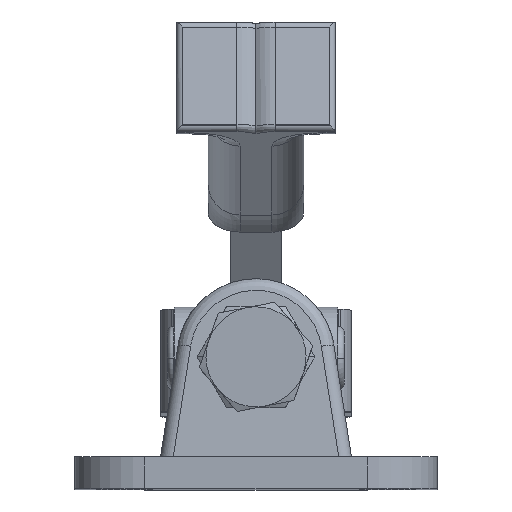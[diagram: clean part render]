
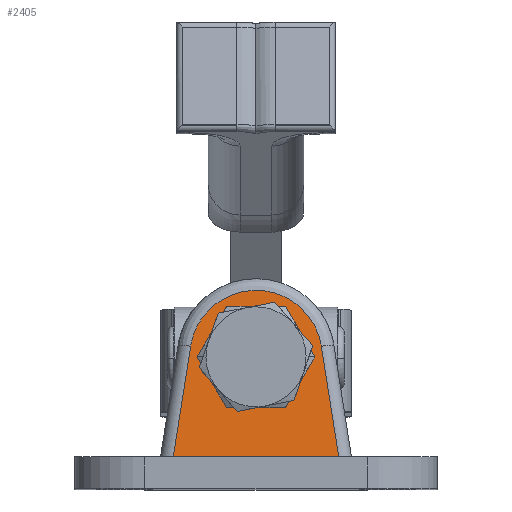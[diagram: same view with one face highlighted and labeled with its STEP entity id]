
A CAD part, top view. The second image highlights one B-rep face of the part: STEP entity #2405.
In plain terms, the highlighted planar face has unit normal (0, 0.087, 0.996).
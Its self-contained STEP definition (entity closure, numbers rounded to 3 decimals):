
#2405 = ADVANCED_FACE ( 'NONE', ( #14720, #14725 ), #12255, .F. ) ;
#3229 = VERTEX_POINT ( 'NONE', #18833 ) ;
#3466 = VERTEX_POINT ( 'NONE', #19070 ) ;
#3522 = VERTEX_POINT ( 'NONE', #19126 ) ;
#3527 = VERTEX_POINT ( 'NONE', #19131 ) ;
#3576 = VERTEX_POINT ( 'NONE', #19180 ) ;
#3577 = VERTEX_POINT ( 'NONE', #19181 ) ;
#7126 = ORIENTED_EDGE ( 'NONE', *, *, #13946, .T. ) ;
#7129 = ORIENTED_EDGE ( 'NONE', *, *, #13936, .T. ) ;
#7130 = ORIENTED_EDGE ( 'NONE', *, *, #13945, .T. ) ;
#7132 = ORIENTED_EDGE ( 'NONE', *, *, #13944, .T. ) ;
#7134 = ORIENTED_EDGE ( 'NONE', *, *, #13814, .F. ) ;
#7136 = ORIENTED_EDGE ( 'NONE', *, *, #13943, .F. ) ;
#8596 =( BOUNDED_CURVE ( )  B_SPLINE_CURVE ( 3, ( #20058, #20067, #20084, #20086 ),
 .UNSPECIFIED., .F., .F. ) 
 B_SPLINE_CURVE_WITH_KNOTS ( ( 4, 4 ),
 ( 4.712, 7.854 ),
 .UNSPECIFIED. ) 
 CURVE ( )  GEOMETRIC_REPRESENTATION_ITEM ( )  RATIONAL_B_SPLINE_CURVE ( ( 1., 0.333, 0.333, 1. ) ) 
 REPRESENTATION_ITEM ( '' )  );
#8671 =( BOUNDED_CURVE ( )  B_SPLINE_CURVE ( 3, ( #20753, #20752, #20762, #20763 ),
 .UNSPECIFIED., .F., .F. ) 
 B_SPLINE_CURVE_WITH_KNOTS ( ( 4, 4 ),
 ( 1.571, 4.712 ),
 .UNSPECIFIED. ) 
 CURVE ( )  GEOMETRIC_REPRESENTATION_ITEM ( )  RATIONAL_B_SPLINE_CURVE ( ( 1., 0.333, 0.333, 1. ) ) 
 REPRESENTATION_ITEM ( '' )  );
#8675 =( BOUNDED_CURVE ( )  B_SPLINE_CURVE ( 3, ( #20761, #20760, #20764, #20765 ),
 .UNSPECIFIED., .F., .F. ) 
 B_SPLINE_CURVE_WITH_KNOTS ( ( 4, 4 ),
 ( 1.726, 4.557 ),
 .UNSPECIFIED. ) 
 CURVE ( )  GEOMETRIC_REPRESENTATION_ITEM ( )  RATIONAL_B_SPLINE_CURVE ( ( 1., 0.437, 0.437, 1. ) ) 
 REPRESENTATION_ITEM ( '' )  );
#12254 = CARTESIAN_POINT ( 'NONE',  ( -28.5, 0.019, 0.217 ) ) ;
#12255 = PLANE ( 'NONE',  #28665 ) ;
#12260 = DIRECTION ( 'NONE',  ( 0., -0.087, -0.996 ) ) ;
#12261 = DIRECTION ( 'NONE',  ( 0., 0.996, -0.087 ) ) ;
#13814 = EDGE_CURVE ( 'NONE', #3527, #3522, #8596, .T. ) ;
#13936 = EDGE_CURVE ( 'NONE', #3577, #3229, #22523, .T. ) ;
#13943 = EDGE_CURVE ( 'NONE', #3522, #3527, #8671, .T. ) ;
#13944 = EDGE_CURVE ( 'NONE', #3466, #3576, #8675, .T. ) ;
#13945 = EDGE_CURVE ( 'NONE', #3576, #3577, #22535, .T. ) ;
#13946 = EDGE_CURVE ( 'NONE', #3229, #3466, #22536, .T. ) ;
#14720 = FACE_BOUND ( 'NONE', #26114, .T. ) ;
#14725 = FACE_OUTER_BOUND ( 'NONE', #26151, .T. ) ;
#18833 = CARTESIAN_POINT ( 'NONE',  ( 13.003, 2.5, 0. ) ) ;
#19070 = CARTESIAN_POINT ( 'NONE',  ( 10.274, 19.887, -1.521 ) ) ;
#19126 = CARTESIAN_POINT ( 'NONE',  ( 7.9, 18.1, -1.365 ) ) ;
#19131 = CARTESIAN_POINT ( 'NONE',  ( -7.9, 18.1, -1.365 ) ) ;
#19180 = CARTESIAN_POINT ( 'NONE',  ( -10.274, 19.887, -1.521 ) ) ;
#19181 = CARTESIAN_POINT ( 'NONE',  ( -13.003, 2.5, 0. ) ) ;
#20058 = CARTESIAN_POINT ( 'NONE',  ( -7.9, 18.1, -1.365 ) ) ;
#20067 = CARTESIAN_POINT ( 'NONE',  ( -7.9, 2.3, 0.017 ) ) ;
#20084 = CARTESIAN_POINT ( 'NONE',  ( 7.9, 2.3, 0.017 ) ) ;
#20086 = CARTESIAN_POINT ( 'NONE',  ( 7.9, 18.1, -1.365 ) ) ;
#20741 = CARTESIAN_POINT ( 'NONE',  ( 0., 2.5, 0. ) ) ;
#20743 = DIRECTION ( 'NONE',  ( 1., 0., 0. ) ) ;
#20752 = CARTESIAN_POINT ( 'NONE',  ( 7.9, 33.9, -2.747 ) ) ;
#20753 = CARTESIAN_POINT ( 'NONE',  ( 7.9, 18.1, -1.365 ) ) ;
#20760 = CARTESIAN_POINT ( 'NONE',  ( 7.842, 35.382, -2.877 ) ) ;
#20761 = CARTESIAN_POINT ( 'NONE',  ( 10.274, 19.887, -1.521 ) ) ;
#20762 = CARTESIAN_POINT ( 'NONE',  ( -7.9, 33.9, -2.747 ) ) ;
#20763 = CARTESIAN_POINT ( 'NONE',  ( -7.9, 18.1, -1.365 ) ) ;
#20764 = CARTESIAN_POINT ( 'NONE',  ( -7.842, 35.382, -2.877 ) ) ;
#20765 = CARTESIAN_POINT ( 'NONE',  ( -10.274, 19.887, -1.521 ) ) ;
#20766 = CARTESIAN_POINT ( 'NONE',  ( -13.753, -2.278, 0.418 ) ) ;
#20767 = DIRECTION ( 'NONE',  ( -0.154, -0.984, 0.086 ) ) ;
#20768 = CARTESIAN_POINT ( 'NONE',  ( 10.301, 19.719, -1.506 ) ) ;
#20769 = DIRECTION ( 'NONE',  ( -0.154, 0.984, -0.086 ) ) ;
#22523 = LINE ( 'NONE', #20741, #22526 ) ;
#22526 = VECTOR ( 'NONE', #20743, 1000. ) ;
#22535 = LINE ( 'NONE', #20766, #22537 ) ;
#22536 = LINE ( 'NONE', #20768, #22539 ) ;
#22537 = VECTOR ( 'NONE', #20767, 1000. ) ;
#22539 = VECTOR ( 'NONE', #20769, 1000. ) ;
#26114 = EDGE_LOOP ( 'NONE', ( #7136, #7134 ) ) ;
#26151 = EDGE_LOOP ( 'NONE', ( #7132, #7130, #7129, #7126 ) ) ;
#28665 = AXIS2_PLACEMENT_3D ( 'NONE', #12254, #12260, #12261 ) ;
